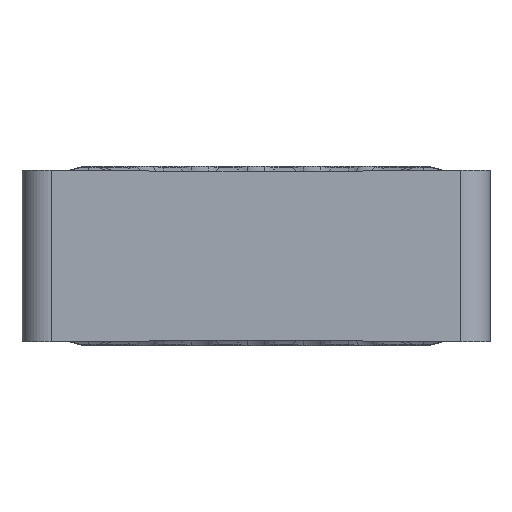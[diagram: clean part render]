
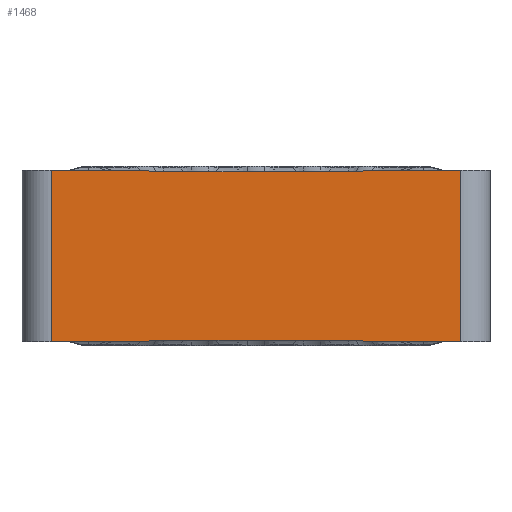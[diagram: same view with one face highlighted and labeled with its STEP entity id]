
A CAD part, left-side view. The second image highlights one B-rep face of the part: STEP entity #1468.
In plain terms, the highlighted planar face has unit normal (-1, 0, 0).
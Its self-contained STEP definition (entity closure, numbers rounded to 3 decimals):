
#1445=PLANE('',#11273);
#1468=ADVANCED_FACE('',(#2264),#1445,.F.);
#2264=FACE_OUTER_BOUND('',#2928,.T.);
#2928=EDGE_LOOP('',(#3618,#3619,#3620,#3621,#3622,#3623,#3624,#3625));
#3618=ORIENTED_EDGE('',*,*,#8335,.F.);
#3619=ORIENTED_EDGE('',*,*,#8336,.F.);
#3620=ORIENTED_EDGE('',*,*,#8337,.T.);
#3621=ORIENTED_EDGE('',*,*,#8338,.T.);
#3622=ORIENTED_EDGE('',*,*,#8339,.T.);
#3623=ORIENTED_EDGE('',*,*,#8340,.T.);
#3624=ORIENTED_EDGE('',*,*,#8322,.F.);
#3625=ORIENTED_EDGE('',*,*,#8341,.F.);
#7192=VERTEX_POINT('',#13799);
#7193=VERTEX_POINT('',#13800);
#7204=VERTEX_POINT('',#13865);
#7205=VERTEX_POINT('',#13866);
#7206=VERTEX_POINT('',#13871);
#7207=VERTEX_POINT('',#13876);
#7208=VERTEX_POINT('',#13881);
#7209=VERTEX_POINT('',#13886);
#8322=EDGE_CURVE('',#7192,#7193,#10116,.T.);
#8335=EDGE_CURVE('',#7204,#7205,#10129,.T.);
#8336=EDGE_CURVE('',#7206,#7204,#10130,.T.);
#8337=EDGE_CURVE('',#7206,#7207,#10131,.T.);
#8338=EDGE_CURVE('',#7207,#7208,#10132,.T.);
#8339=EDGE_CURVE('',#7208,#7209,#10133,.T.);
#8340=EDGE_CURVE('',#7209,#7193,#10134,.T.);
#8341=EDGE_CURVE('',#7205,#7192,#10135,.T.);
#10116=B_SPLINE_CURVE_WITH_KNOTS('',3,(#13795,#13796,#13797,#13798),
 .UNSPECIFIED.,.F.,.F.,(4,4),(0.,1.),.UNSPECIFIED.);
#10129=B_SPLINE_CURVE_WITH_KNOTS('',3,(#13861,#13862,#13863,#13864),
 .UNSPECIFIED.,.F.,.F.,(4,4),(0.,1.),.UNSPECIFIED.);
#10130=B_SPLINE_CURVE_WITH_KNOTS('',3,(#13867,#13868,#13869,#13870),
 .UNSPECIFIED.,.F.,.F.,(4,4),(0.,1.),.UNSPECIFIED.);
#10131=B_SPLINE_CURVE_WITH_KNOTS('',3,(#13872,#13873,#13874,#13875),
 .UNSPECIFIED.,.F.,.F.,(4,4),(0.,1.),.UNSPECIFIED.);
#10132=B_SPLINE_CURVE_WITH_KNOTS('',3,(#13877,#13878,#13879,#13880),
 .UNSPECIFIED.,.F.,.F.,(4,4),(0.,1.),.UNSPECIFIED.);
#10133=B_SPLINE_CURVE_WITH_KNOTS('',3,(#13882,#13883,#13884,#13885),
 .UNSPECIFIED.,.F.,.F.,(4,4),(0.,1.),.UNSPECIFIED.);
#10134=B_SPLINE_CURVE_WITH_KNOTS('',3,(#13887,#13888,#13889,#13890),
 .UNSPECIFIED.,.F.,.F.,(4,4),(0.,1.),.UNSPECIFIED.);
#10135=B_SPLINE_CURVE_WITH_KNOTS('',3,(#13891,#13892,#13893,#13894),
 .UNSPECIFIED.,.F.,.F.,(4,4),(0.,1.),.UNSPECIFIED.);
#11273=AXIS2_PLACEMENT_3D('',#13895,#12056,#12057);
#12056=DIRECTION('',(1.,0.,0.));
#12057=DIRECTION('',(0.,0.,-1.));
#13795=CARTESIAN_POINT('',(-6.35,5.55,-4.76));
#13796=CARTESIAN_POINT('',(-6.35,5.55,-3.207));
#13797=CARTESIAN_POINT('',(-6.35,5.55,-1.653));
#13798=CARTESIAN_POINT('',(-6.35,5.55,-0.1));
#13799=CARTESIAN_POINT('',(-6.35,5.55,-4.76));
#13800=CARTESIAN_POINT('',(-6.35,5.55,-0.1));
#13861=CARTESIAN_POINT('',(-6.35,-1.204,-4.722));
#13862=CARTESIAN_POINT('',(-6.35,-0.404,-4.715));
#13863=CARTESIAN_POINT('',(-6.35,0.395,-4.715));
#13864=CARTESIAN_POINT('',(-6.35,1.195,-4.722));
#13865=CARTESIAN_POINT('',(-6.35,-1.204,-4.722));
#13866=CARTESIAN_POINT('',(-6.35,1.195,-4.722));
#13867=CARTESIAN_POINT('',(-6.35,-5.55,-4.76));
#13868=CARTESIAN_POINT('',(-6.35,-4.101,-4.753));
#13869=CARTESIAN_POINT('',(-6.35,-2.653,-4.734));
#13870=CARTESIAN_POINT('',(-6.35,-1.204,-4.722));
#13871=CARTESIAN_POINT('',(-6.35,-5.55,-4.76));
#13872=CARTESIAN_POINT('',(-6.35,-5.55,-4.76));
#13873=CARTESIAN_POINT('',(-6.35,-5.55,-3.207));
#13874=CARTESIAN_POINT('',(-6.35,-5.55,-1.653));
#13875=CARTESIAN_POINT('',(-6.35,-5.55,-0.1));
#13876=CARTESIAN_POINT('',(-6.35,-5.55,-0.1));
#13877=CARTESIAN_POINT('',(-6.35,-5.55,-0.1));
#13878=CARTESIAN_POINT('',(-6.35,-4.101,-0.113));
#13879=CARTESIAN_POINT('',(-6.35,-2.653,-0.125));
#13880=CARTESIAN_POINT('',(-6.35,-1.204,-0.138));
#13881=CARTESIAN_POINT('',(-6.35,-1.204,-0.138));
#13882=CARTESIAN_POINT('',(-6.35,-1.204,-0.138));
#13883=CARTESIAN_POINT('',(-6.35,-0.404,-0.145));
#13884=CARTESIAN_POINT('',(-6.35,0.396,-0.145));
#13885=CARTESIAN_POINT('',(-6.35,1.195,-0.138));
#13886=CARTESIAN_POINT('',(-6.35,1.195,-0.138));
#13887=CARTESIAN_POINT('',(-6.35,1.195,-0.138));
#13888=CARTESIAN_POINT('',(-6.35,2.647,-0.126));
#13889=CARTESIAN_POINT('',(-6.35,4.098,-0.113));
#13890=CARTESIAN_POINT('',(-6.35,5.55,-0.1));
#13891=CARTESIAN_POINT('',(-6.35,1.195,-4.722));
#13892=CARTESIAN_POINT('',(-6.35,2.647,-4.734));
#13893=CARTESIAN_POINT('',(-6.35,4.098,-4.753));
#13894=CARTESIAN_POINT('',(-6.35,5.55,-4.76));
#13895=CARTESIAN_POINT('',(-6.35,5.55,-4.96));
